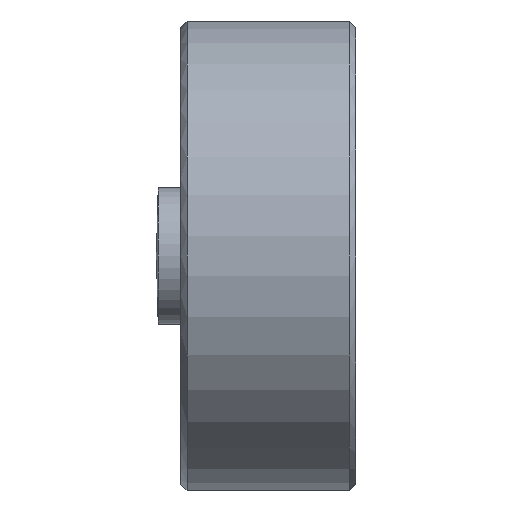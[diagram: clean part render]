
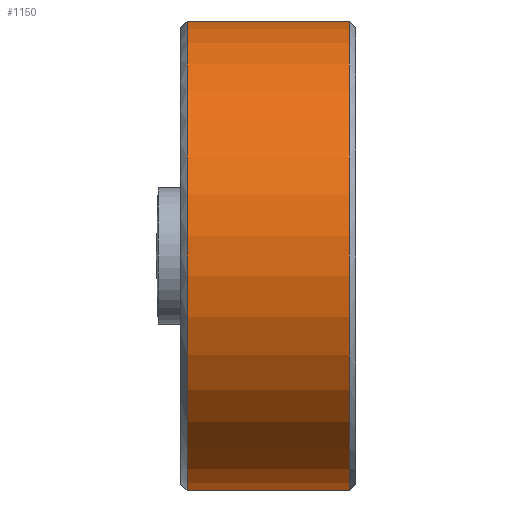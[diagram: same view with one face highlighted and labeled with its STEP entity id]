
A CAD part, left-side view. The second image highlights one B-rep face of the part: STEP entity #1150.
In plain terms, the highlighted cylindrical face has radius 18.8 mm (diameter 37.6 mm), a partial arc.
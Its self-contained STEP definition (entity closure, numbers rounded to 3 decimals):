
#98=FACE_OUTER_BOUND('',#161,.T.);
#161=EDGE_LOOP('',(#843,#844,#845,#846));
#238=LINE('',#1935,#314);
#239=LINE('',#1936,#315);
#314=VECTOR('',#1522,1000.);
#315=VECTOR('',#1523,1000.);
#405=CIRCLE('',#1249,18.8);
#425=CIRCLE('',#1278,18.8);
#492=VERTEX_POINT('',#1853);
#493=VERTEX_POINT('',#1855);
#514=VERTEX_POINT('',#1921);
#515=VERTEX_POINT('',#1923);
#622=EDGE_CURVE('',#493,#492,#405,.T.);
#649=EDGE_CURVE('',#514,#515,#425,.T.);
#652=EDGE_CURVE('',#515,#492,#238,.T.);
#653=EDGE_CURVE('',#493,#514,#239,.T.);
#843=ORIENTED_EDGE('',*,*,#622,.T.);
#844=ORIENTED_EDGE('',*,*,#652,.F.);
#845=ORIENTED_EDGE('',*,*,#649,.F.);
#846=ORIENTED_EDGE('',*,*,#653,.F.);
#1114=CYLINDRICAL_SURFACE('',#1280,18.8);
#1150=ADVANCED_FACE('',(#98),#1114,.T.);
#1249=AXIS2_PLACEMENT_3D('',#1856,#1455,#1456);
#1278=AXIS2_PLACEMENT_3D('',#1924,#1516,#1517);
#1280=AXIS2_PLACEMENT_3D('',#1934,#1520,#1521);
#1455=DIRECTION('center_axis',(0.,-1.,0.));
#1456=DIRECTION('ref_axis',(0.,0.,-1.));
#1516=DIRECTION('center_axis',(0.,-1.,0.));
#1517=DIRECTION('ref_axis',(0.,0.,-1.));
#1520=DIRECTION('center_axis',(0.,-1.,0.));
#1521=DIRECTION('ref_axis',(-1.,0.,0.));
#1522=DIRECTION('',(0.,1.,0.));
#1523=DIRECTION('',(0.,-1.,0.));
#1853=CARTESIAN_POINT('',(18.123,13.5,-5.));
#1855=CARTESIAN_POINT('',(18.123,13.5,5.));
#1856=CARTESIAN_POINT('Origin',(0.,13.5,0.));
#1921=CARTESIAN_POINT('',(18.123,0.5,5.));
#1923=CARTESIAN_POINT('',(18.123,0.5,-5.));
#1924=CARTESIAN_POINT('Origin',(0.,0.5,0.));
#1934=CARTESIAN_POINT('Origin',(0.,-5.429,0.));
#1935=CARTESIAN_POINT('',(18.123,-5.429,-5.));
#1936=CARTESIAN_POINT('',(18.123,-5.429,5.));
